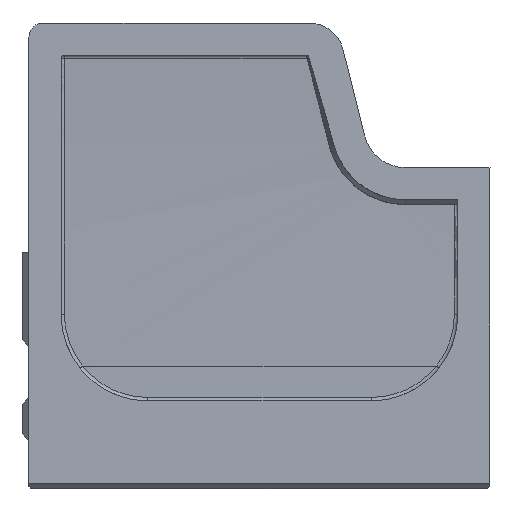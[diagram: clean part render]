
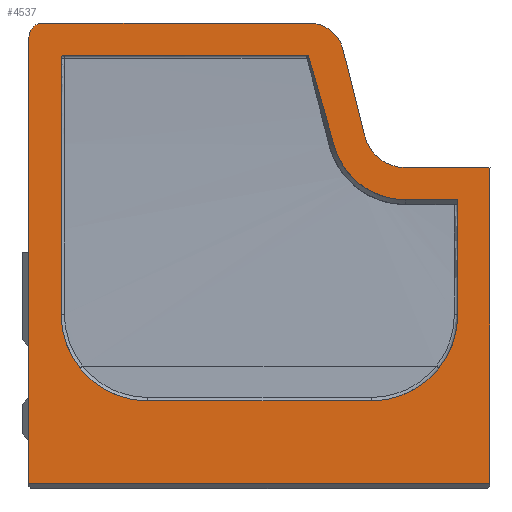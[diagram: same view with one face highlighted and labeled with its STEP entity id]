
A CAD part, front view. The second image highlights one B-rep face of the part: STEP entity #4537.
In plain terms, the highlighted planar face has unit normal (0, -1, 0).
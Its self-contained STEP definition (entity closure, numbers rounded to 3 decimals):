
#25=FACE_BOUND('',#710,.T.);
#232=CIRCLE('',#4828,12.4);
#234=CIRCLE('',#4831,12.4);
#246=CIRCLE('',#4857,10.6);
#247=CIRCLE('',#4864,0.4);
#252=CIRCLE('',#4876,6.);
#253=CIRCLE('',#4877,5.);
#254=CIRCLE('',#4878,2.);
#442=FACE_OUTER_BOUND('',#709,.T.);
#709=EDGE_LOOP('',(#3284,#3285,#3286,#3287,#3288,#3289,#3290,#3291,#3292));
#710=EDGE_LOOP('',(#3293,#3294,#3295,#3296,#3297,#3298,#3299,#3300,#3301,
#3302,#3303,#3304,#3305));
#970=LINE('',#7170,#1404);
#974=LINE('',#7178,#1408);
#992=LINE('',#7940,#1426);
#994=LINE('',#7960,#1428);
#997=LINE('',#7965,#1431);
#999=LINE('',#8013,#1433);
#1001=LINE('',#8017,#1435);
#1002=LINE('',#8019,#1436);
#1008=LINE('',#8032,#1442);
#1009=LINE('',#8035,#1443);
#1010=LINE('',#8037,#1444);
#1011=LINE('',#8039,#1445);
#1012=LINE('',#8043,#1446);
#1013=LINE('',#8047,#1447);
#1404=VECTOR('',#5423,10.);
#1408=VECTOR('',#5429,10.);
#1426=VECTOR('',#5515,1.);
#1428=VECTOR('',#5521,1.);
#1431=VECTOR('',#5526,1.);
#1433=VECTOR('',#5546,1.);
#1435=VECTOR('',#5550,1.);
#1436=VECTOR('',#5553,1.);
#1442=VECTOR('',#5561,10.);
#1443=VECTOR('',#5564,10.);
#1444=VECTOR('',#5565,10.);
#1445=VECTOR('',#5566,10.);
#1446=VECTOR('',#5569,1.);
#1447=VECTOR('',#5572,1.);
#1804=B_SPLINE_CURVE_WITH_KNOTS('',3,(#7951,#7952,#7953,#7954,#7955,#7956),
 .UNSPECIFIED.,.F.,.F.,(4,2,4),(0.,0.603,1.206),
 .UNSPECIFIED.);
#1886=VERTEX_POINT('',#7168);
#1887=VERTEX_POINT('',#7169);
#1890=VERTEX_POINT('',#7177);
#1893=VERTEX_POINT('',#7185);
#1896=VERTEX_POINT('',#7227);
#1897=VERTEX_POINT('',#7228);
#1921=VERTEX_POINT('',#7933);
#1923=VERTEX_POINT('',#7939);
#1924=VERTEX_POINT('',#7950);
#1925=VERTEX_POINT('',#7959);
#1926=VERTEX_POINT('',#7963);
#1927=VERTEX_POINT('',#7967);
#1929=VERTEX_POINT('',#8015);
#1930=VERTEX_POINT('',#8021);
#1935=VERTEX_POINT('',#8030);
#1936=VERTEX_POINT('',#8034);
#1937=VERTEX_POINT('',#8036);
#1938=VERTEX_POINT('',#8038);
#1939=VERTEX_POINT('',#8040);
#1940=VERTEX_POINT('',#8042);
#1941=VERTEX_POINT('',#8044);
#1942=VERTEX_POINT('',#8046);
#2359=EDGE_CURVE('',#1886,#1887,#970,.T.);
#2363=EDGE_CURVE('',#1890,#1886,#974,.T.);
#2367=EDGE_CURVE('',#1890,#1893,#232,.T.);
#2371=EDGE_CURVE('',#1896,#1897,#234,.T.);
#2410=EDGE_CURVE('',#1887,#1921,#246,.T.);
#2413=EDGE_CURVE('',#1921,#1923,#992,.T.);
#2415=EDGE_CURVE('',#1923,#1924,#1804,.T.);
#2417=EDGE_CURVE('',#1925,#1924,#994,.T.);
#2420=EDGE_CURVE('',#1925,#1926,#997,.T.);
#2421=EDGE_CURVE('',#1927,#1926,#247,.T.);
#2427=EDGE_CURVE('',#1893,#1897,#999,.T.);
#2429=EDGE_CURVE('',#1927,#1929,#1001,.T.);
#2430=EDGE_CURVE('',#1896,#1929,#1002,.T.);
#2436=EDGE_CURVE('',#1930,#1935,#1008,.T.);
#2437=EDGE_CURVE('',#1936,#1930,#1009,.T.);
#2438=EDGE_CURVE('',#1935,#1937,#1010,.T.);
#2439=EDGE_CURVE('',#1938,#1937,#1011,.T.);
#2440=EDGE_CURVE('',#1938,#1939,#252,.T.);
#2441=EDGE_CURVE('',#1939,#1940,#1012,.T.);
#2442=EDGE_CURVE('',#1941,#1940,#253,.T.);
#2443=EDGE_CURVE('',#1941,#1942,#1013,.T.);
#2444=EDGE_CURVE('',#1936,#1942,#254,.T.);
#3284=ORIENTED_EDGE('',*,*,#2437,.T.);
#3285=ORIENTED_EDGE('',*,*,#2436,.T.);
#3286=ORIENTED_EDGE('',*,*,#2438,.T.);
#3287=ORIENTED_EDGE('',*,*,#2439,.F.);
#3288=ORIENTED_EDGE('',*,*,#2440,.T.);
#3289=ORIENTED_EDGE('',*,*,#2441,.T.);
#3290=ORIENTED_EDGE('',*,*,#2442,.F.);
#3291=ORIENTED_EDGE('',*,*,#2443,.T.);
#3292=ORIENTED_EDGE('',*,*,#2444,.F.);
#3293=ORIENTED_EDGE('',*,*,#2371,.F.);
#3294=ORIENTED_EDGE('',*,*,#2430,.T.);
#3295=ORIENTED_EDGE('',*,*,#2429,.F.);
#3296=ORIENTED_EDGE('',*,*,#2421,.T.);
#3297=ORIENTED_EDGE('',*,*,#2420,.F.);
#3298=ORIENTED_EDGE('',*,*,#2417,.T.);
#3299=ORIENTED_EDGE('',*,*,#2415,.F.);
#3300=ORIENTED_EDGE('',*,*,#2413,.F.);
#3301=ORIENTED_EDGE('',*,*,#2410,.F.);
#3302=ORIENTED_EDGE('',*,*,#2359,.F.);
#3303=ORIENTED_EDGE('',*,*,#2363,.F.);
#3304=ORIENTED_EDGE('',*,*,#2367,.T.);
#3305=ORIENTED_EDGE('',*,*,#2427,.T.);
#4341=PLANE('',#4875);
#4537=ADVANCED_FACE('',(#442,#25),#4341,.F.);
#4828=AXIS2_PLACEMENT_3D('',#7186,#5436,#5437);
#4831=AXIS2_PLACEMENT_3D('',#7229,#5443,#5444);
#4857=AXIS2_PLACEMENT_3D('',#7934,#5508,#5509);
#4864=AXIS2_PLACEMENT_3D('',#7968,#5529,#5530);
#4875=AXIS2_PLACEMENT_3D('',#8033,#5562,#5563);
#4876=AXIS2_PLACEMENT_3D('',#8041,#5567,#5568);
#4877=AXIS2_PLACEMENT_3D('',#8045,#5570,#5571);
#4878=AXIS2_PLACEMENT_3D('',#8048,#5573,#5574);
#5423=DIRECTION('',(-1.,0.,0.));
#5429=DIRECTION('',(0.,0.,1.));
#5436=DIRECTION('center_axis',(0.,1.,0.));
#5437=DIRECTION('ref_axis',(-1.,0.,0.));
#5443=DIRECTION('center_axis',(0.,-1.,0.));
#5444=DIRECTION('ref_axis',(-1.,0.,0.));
#5508=DIRECTION('center_axis',(0.,1.,0.));
#5509=DIRECTION('ref_axis',(-1.,0.,0.));
#5515=DIRECTION('',(-0.244,0.,0.97));
#5521=DIRECTION('',(0.28,0.,-0.96));
#5526=DIRECTION('',(-1.,0.,0.));
#5529=DIRECTION('center_axis',(0.,1.,0.));
#5530=DIRECTION('ref_axis',(-1.,0.,0.));
#5546=DIRECTION('',(-1.,0.,0.));
#5550=DIRECTION('',(0.,0.,-1.));
#5553=DIRECTION('',(0.,0.,1.));
#5561=DIRECTION('',(1.,0.,0.));
#5562=DIRECTION('center_axis',(0.,1.,0.));
#5563=DIRECTION('ref_axis',(0.,0.,
1.));
#5564=DIRECTION('',(0.,0.,-1.));
#5565=DIRECTION('',(0.,0.,1.));
#5566=DIRECTION('',(1.,0.,0.));
#5567=DIRECTION('center_axis',(0.,1.,0.));
#5568=DIRECTION('ref_axis',(-1.,0.,0.));
#5569=DIRECTION('',(-0.244,0.,0.97));
#5570=DIRECTION('center_axis',(0.,1.,0.));
#5571=DIRECTION('ref_axis',(-1.,0.,0.));
#5572=DIRECTION('',(-1.,0.,0.));
#5573=DIRECTION('center_axis',(0.,1.,0.));
#5574=DIRECTION('ref_axis',(-1.,0.,0.));
#7168=CARTESIAN_POINT('',(183.62,-43.168,695.));
#7169=CARTESIAN_POINT('',(176.107,-43.168,695.));
#7170=CARTESIAN_POINT('',(168.504,-43.168,695.));
#7177=CARTESIAN_POINT('',(183.62,-43.168,678.6));
#7178=CARTESIAN_POINT('',(183.62,-43.168,689.846));
#7185=CARTESIAN_POINT('',(171.22,-43.168,666.2));
#7186=CARTESIAN_POINT('Origin',(171.22,-43.168,678.6));
#7227=CARTESIAN_POINT('',(126.82,-43.168,678.6));
#7228=CARTESIAN_POINT('',(139.22,-43.168,666.2));
#7229=CARTESIAN_POINT('Origin',(139.22,-43.168,678.6));
#7933=CARTESIAN_POINT('',(165.827,-43.168,703.013));
#7934=CARTESIAN_POINT('Origin',(176.107,-43.168,705.6));
#7939=CARTESIAN_POINT('',(165.659,-43.168,703.68));
#7940=CARTESIAN_POINT('',(165.827,-43.168,703.013));
#7950=CARTESIAN_POINT('',(162.342,-43.168,715.27));
#7951=CARTESIAN_POINT('Ctrl Pts',(165.659,-43.168,703.68));
#7952=CARTESIAN_POINT('Ctrl Pts',(165.116,-43.168,705.615));
#7953=CARTESIAN_POINT('Ctrl Pts',(164.568,-43.168,707.548));
#7954=CARTESIAN_POINT('Ctrl Pts',(163.462,-43.168,711.411));
#7955=CARTESIAN_POINT('Ctrl Pts',(162.904,-43.168,713.341));
#7956=CARTESIAN_POINT('Ctrl Pts',(162.342,-43.168,715.27));
#7959=CARTESIAN_POINT('',(162.217,-43.168,715.7));
#7960=CARTESIAN_POINT('',(165.356,-43.168,704.932));
#7963=CARTESIAN_POINT('',(127.22,-43.168,715.7));
#7965=CARTESIAN_POINT('',(162.322,-43.168,715.7));
#7967=CARTESIAN_POINT('',(126.82,-43.168,715.3));
#7968=CARTESIAN_POINT('Origin',(127.22,-43.168,715.3));
#8013=CARTESIAN_POINT('',(171.22,-43.168,666.2));
#8015=CARTESIAN_POINT('',(126.82,-43.168,695.));
#8017=CARTESIAN_POINT('',(126.82,-43.168,715.3));
#8019=CARTESIAN_POINT('',(126.82,-43.168,678.6));
#8021=CARTESIAN_POINT('',(122.22,-43.168,654.4));
#8030=CARTESIAN_POINT('',(188.22,-43.168,654.4));
#8032=CARTESIAN_POINT('',(137.804,-43.168,654.4));
#8033=CARTESIAN_POINT('Origin',(153.388,-43.168,684.692));
#8034=CARTESIAN_POINT('',(122.22,-43.168,718.3));
#8035=CARTESIAN_POINT('',(122.22,-43.168,669.346));
#8036=CARTESIAN_POINT('',(188.22,-43.168,699.6));
#8037=CARTESIAN_POINT('',(188.22,-43.168,685.732));
#8038=CARTESIAN_POINT('',(176.107,-43.168,699.6));
#8039=CARTESIAN_POINT('',(170.804,-43.168,699.6));
#8040=CARTESIAN_POINT('',(170.288,-43.168,704.136));
#8041=CARTESIAN_POINT('Origin',(176.107,-43.168,705.6));
#8042=CARTESIAN_POINT('',(167.171,-43.168,716.52));
#8043=CARTESIAN_POINT('',(170.288,-43.168,704.136));
#8044=CARTESIAN_POINT('',(162.322,-43.168,720.3));
#8045=CARTESIAN_POINT('Origin',(162.323,-43.168,715.3));
#8046=CARTESIAN_POINT('',(124.22,-43.168,720.3));
#8047=CARTESIAN_POINT('',(162.322,-43.168,720.3));
#8048=CARTESIAN_POINT('Origin',(124.22,-43.168,718.3));
